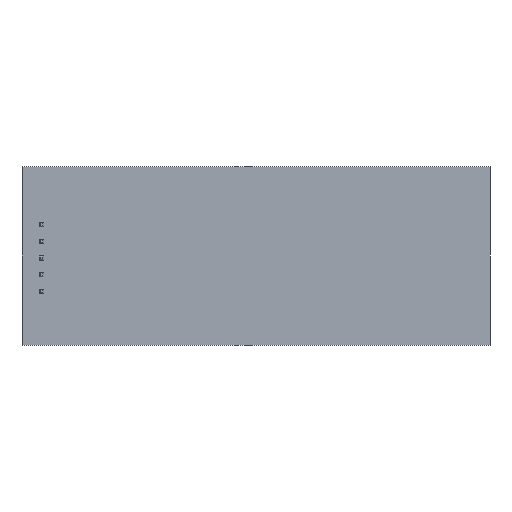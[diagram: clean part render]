
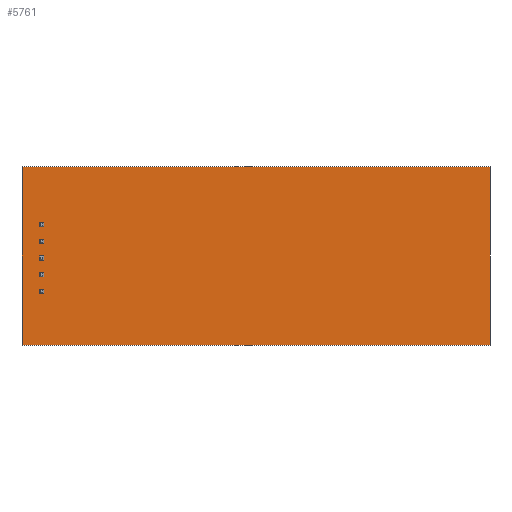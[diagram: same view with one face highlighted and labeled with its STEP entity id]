
A CAD part, front view. The second image highlights one B-rep face of the part: STEP entity #5761.
In plain terms, the highlighted planar face has unit normal (0, -1, 0).
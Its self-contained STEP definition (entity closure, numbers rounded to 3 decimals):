
#328=FACE_OUTER_BOUND('',#678,.T.);
#678=EDGE_LOOP('',(#4655,#4656,#4657,#4658));
#1315=LINE('',#8780,#2071);
#1319=LINE('',#8788,#2075);
#1322=LINE('',#8794,#2078);
#1325=LINE('',#8799,#2081);
#2071=VECTOR('',#7213,10.);
#2075=VECTOR('',#7219,10.);
#2078=VECTOR('',#7224,10.);
#2081=VECTOR('',#7229,10.);
#2631=VERTEX_POINT('',#8778);
#2632=VERTEX_POINT('',#8779);
#2635=VERTEX_POINT('',#8787);
#2637=VERTEX_POINT('',#8793);
#3327=EDGE_CURVE('',#2631,#2632,#1315,.T.);
#3331=EDGE_CURVE('',#2635,#2631,#1319,.T.);
#3334=EDGE_CURVE('',#2637,#2635,#1322,.T.);
#3337=EDGE_CURVE('',#2632,#2637,#1325,.T.);
#4655=ORIENTED_EDGE('',*,*,#3337,.F.);
#4656=ORIENTED_EDGE('',*,*,#3327,.F.);
#4657=ORIENTED_EDGE('',*,*,#3331,.F.);
#4658=ORIENTED_EDGE('',*,*,#3334,.F.);
#5368=PLANE('',#6107);
#5761=ADVANCED_FACE('',(#328),#5368,.F.);
#6107=AXIS2_PLACEMENT_3D('',#8802,#7233,#7234);
#7213=DIRECTION('',(-1.,0.,0.));
#7219=DIRECTION('',(0.,0.,-1.));
#7224=DIRECTION('',(1.,0.,0.));
#7229=DIRECTION('',(0.,0.,1.));
#7233=DIRECTION('center_axis',(0.,1.,0.));
#7234=DIRECTION('ref_axis',(1.,0.,0.));
#8778=CARTESIAN_POINT('',(71.2,-1.,-27.2));
#8779=CARTESIAN_POINT('',(0.,-1.,-27.2));
#8780=CARTESIAN_POINT('',(71.2,-1.,-27.2));
#8787=CARTESIAN_POINT('',(71.2,-1.,0.));
#8788=CARTESIAN_POINT('',(71.2,-1.,0.));
#8793=CARTESIAN_POINT('',(0.,-1.,0.));
#8794=CARTESIAN_POINT('',(0.,-1.,0.));
#8799=CARTESIAN_POINT('',(0.,-1.,-27.2));
#8802=CARTESIAN_POINT('Origin',(35.6,-1.,-13.6));
